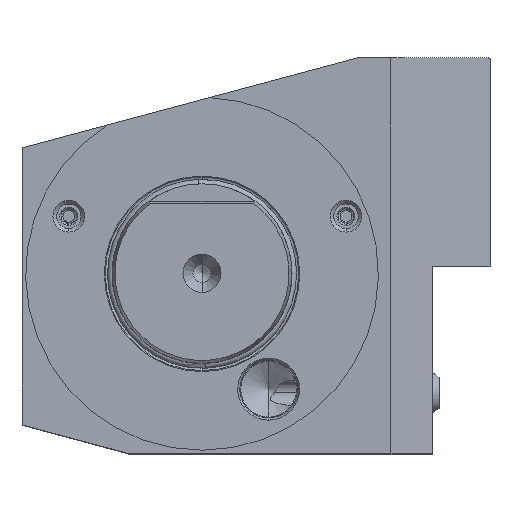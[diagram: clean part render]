
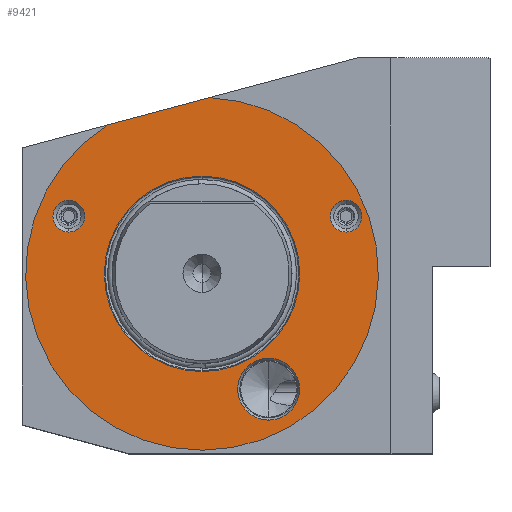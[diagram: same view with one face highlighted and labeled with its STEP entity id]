
A CAD part, top view. The second image highlights one B-rep face of the part: STEP entity #9421.
In plain terms, the highlighted planar face has unit normal (0, 0, 1).
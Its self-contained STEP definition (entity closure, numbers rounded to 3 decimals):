
#2467=DIRECTION('',(0.966,0.259,0));
#2468=VECTOR('',#2467,29.366);
#2469=CARTESIAN_POINT('',(-26.282,41.355,0));
#2470=LINE('',#2469,#2468);
#2723=CARTESIAN_POINT('',(0,0,0.));
#2724=DIRECTION('',(0,0,-1));
#2725=DIRECTION('',(0,1,0));
#2726=AXIS2_PLACEMENT_3D('',#2723,#2724,#2725);
#2733=CARTESIAN_POINT('',(0,0,0.));
#2734=DIRECTION('',(0,0,-1));
#2735=DIRECTION('',(0,-1,0));
#2736=AXIS2_PLACEMENT_3D('',#2733,#2734,#2735);
#3789=CARTESIAN_POINT('',(18.5,-32.043,0));
#3790=DIRECTION('',(0,0,1));
#3791=DIRECTION('',(0,1,0));
#3792=AXIS2_PLACEMENT_3D('',#3789,#3790,#3791);
#3821=CARTESIAN_POINT('',(18.5,-32.043,0));
#3822=DIRECTION('',(0,0,1));
#3823=DIRECTION('',(0,-1,0));
#3824=AXIS2_PLACEMENT_3D('',#3821,#3822,#3823);
#3970=CARTESIAN_POINT('',(0,0,0));
#3971=DIRECTION('',(0,0,-1));
#3972=DIRECTION('',(0.043,0.999,0));
#3973=AXIS2_PLACEMENT_3D('',#3970,#3971,#3972);
#3988=CARTESIAN_POINT('',(40,16,0));
#3989=DIRECTION('',(0,0,-1));
#3990=DIRECTION('',(0,-1,0));
#3991=AXIS2_PLACEMENT_3D('',#3988,#3989,#3990);
#3993=CARTESIAN_POINT('',(40,16,0));
#3994=DIRECTION('',(0,0,-1));
#3995=DIRECTION('',(0,1,0));
#3996=AXIS2_PLACEMENT_3D('',#3993,#3994,#3995);
#4504=CARTESIAN_POINT('',(-37,16,0));
#4505=DIRECTION('',(0,0,-1));
#4506=DIRECTION('',(0,-1,0));
#4507=AXIS2_PLACEMENT_3D('',#4504,#4505,#4506);
#4509=CARTESIAN_POINT('',(-37,16,0));
#4510=DIRECTION('',(0,0,-1));
#4511=DIRECTION('',(0,1,0));
#4512=AXIS2_PLACEMENT_3D('',#4509,#4510,#4511);
#4999=CARTESIAN_POINT('',(0,27.15,0.));
#5000=CARTESIAN_POINT('',(0,-27.15,0.));
#5001=VERTEX_POINT('',#4999);
#5002=VERTEX_POINT('',#5000);
#5009=CARTESIAN_POINT('',(18.5,-23.451,0));
#5010=CARTESIAN_POINT('',(18.5,-40.635,0));
#5011=VERTEX_POINT('',#5009);
#5012=VERTEX_POINT('',#5010);
#5281=CARTESIAN_POINT('',(2.083,48.956,0));
#5282=CARTESIAN_POINT('',(-26.282,41.355,0));
#5283=VERTEX_POINT('',#5281);
#5284=VERTEX_POINT('',#5282);
#5285=CARTESIAN_POINT('',(40,11.6,0));
#5286=CARTESIAN_POINT('',(40,20.4,0));
#5287=VERTEX_POINT('',#5285);
#5288=VERTEX_POINT('',#5286);
#5289=CARTESIAN_POINT('',(-37,11.6,0));
#5290=CARTESIAN_POINT('',(-37,20.4,0));
#5291=VERTEX_POINT('',#5289);
#5292=VERTEX_POINT('',#5290);
#9387=CARTESIAN_POINT('',(0,0,0));
#9388=DIRECTION('',(0,0,-1));
#9389=DIRECTION('',(0,-1,0));
#9390=AXIS2_PLACEMENT_3D('',#9387,#9388,#9389);
#9391=PLANE('',#9390);
#9393=ORIENTED_EDGE('',*,*,#9392,.T.);
#9394=ORIENTED_EDGE('',*,*,#9060,.T.);
#9395=EDGE_LOOP('',(#9393,#9394));
#9396=FACE_OUTER_BOUND('',#9395,.F.);
#9398=ORIENTED_EDGE('',*,*,#9397,.T.);
#9400=ORIENTED_EDGE('',*,*,#9399,.T.);
#9401=EDGE_LOOP('',(#9398,#9400));
#9402=FACE_BOUND('',#9401,.F.);
#9404=ORIENTED_EDGE('',*,*,#9403,.F.);
#9406=ORIENTED_EDGE('',*,*,#9405,.F.);
#9407=EDGE_LOOP('',(#9404,#9406));
#9408=FACE_BOUND('',#9407,.F.);
#9410=ORIENTED_EDGE('',*,*,#9409,.F.);
#9412=ORIENTED_EDGE('',*,*,#9411,.F.);
#9413=EDGE_LOOP('',(#9410,#9412));
#9414=FACE_BOUND('',#9413,.F.);
#9416=ORIENTED_EDGE('',*,*,#9415,.F.);
#9418=ORIENTED_EDGE('',*,*,#9417,.F.);
#9419=EDGE_LOOP('',(#9416,#9418));
#9420=FACE_BOUND('',#9419,.F.);
#9421=ADVANCED_FACE('',(#9396,#9402,#9408,#9414,#9420),#9391,.F.);
#2727=CIRCLE('',#2726,27.15);
#2737=CIRCLE('',#2736,27.15);
#3793=CIRCLE('',#3792,8.592);
#3825=CIRCLE('',#3824,8.592);
#3974=CIRCLE('',#3973,49);
#3992=CIRCLE('',#3991,4.4);
#3997=CIRCLE('',#3996,4.4);
#4508=CIRCLE('',#4507,4.4);
#4513=CIRCLE('',#4512,4.4);
#9060=EDGE_CURVE('',#5284,#5283,#2470,.T.);
#9392=EDGE_CURVE('',#5283,#5284,#3974,.T.);
#9397=EDGE_CURVE('',#5011,#5012,#3793,.T.);
#9399=EDGE_CURVE('',#5012,#5011,#3825,.T.);
#9403=EDGE_CURVE('',#5001,#5002,#2727,.T.);
#9405=EDGE_CURVE('',#5002,#5001,#2737,.T.);
#9409=EDGE_CURVE('',#5287,#5288,#3992,.T.);
#9411=EDGE_CURVE('',#5288,#5287,#3997,.T.);
#9415=EDGE_CURVE('',#5291,#5292,#4508,.T.);
#9417=EDGE_CURVE('',#5292,#5291,#4513,.T.);
